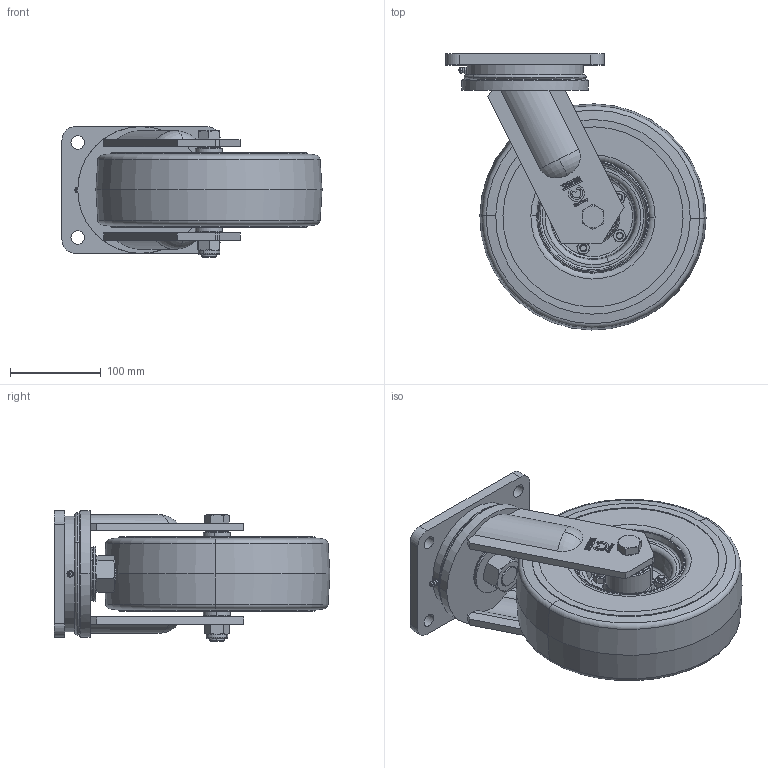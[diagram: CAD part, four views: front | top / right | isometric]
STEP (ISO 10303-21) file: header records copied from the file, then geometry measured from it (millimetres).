
FILE_DESCRIPTION (( 'STEP AP214' ), '1' );
FILE_NAME ('0034766.step', '2022-08-09T09:11:41', ( '' ), ( '' ), 'SwSTEP 2.0', 'SolidWorks 2020', '' );
FILE_SCHEMA (( 'AUTOMOTIVE_DESIGN' ));
Length unit declared in the file: millimetre
Products named in the file (21): 0032416_SEV-3.00-4-75-K25_DUMMY; 0019613_M16-DIN985-8_M16; 0019248_HB-L-250-3-GP; 0017529_DIN625-6005-25-2RS-C3; Schmiernippel_M6x1; 0019615_Sechskantschraube_DIN931_M16x130_M16 x 130; 0033063_Sechskantmutter_DIN934_M24_DIN 934 - M24 - 8; FS-2.10-4 für Superelastikreifen_Felge-rechts; O_Ring_D50x4; HB-L-250-3-GP_Lenkgabel; O_Ring_D125x5; 0024189_ST-U-Scheibe-30x25,5x8,7; HB-L-250-3-GP_Deckscheibe_60x25x2; HB-L-250-3-GP_Grundplatte; 0031751_SE-3.00-4_DUMMY; FS-2.10-4 für Superelastikreifen_Felge-links; 0034766; Sechskantmutter_DIN934_M8_M8; 0032415_FS-2.10-4 f黵 Superelastikreifen; 0014934_AR25-16x93; Zylinderschraube_DIN912_M8x16
Assembly tree (30 placements, depth 4):
  0034766
    0019248_HB-L-250-3-GP
      HB-L-250-3-GP_Lenkgabel
      O_Ring_D50x4
      0033063_Sechskantmutter_DIN934_M24_DIN 934 - M24 - 8
      HB-L-250-3-GP_Grundplatte
      O_Ring_D125x5
      Schmiernippel_M6x1
      HB-L-250-3-GP_Deckscheibe_60x25x2
    0032416_SEV-3.00-4-75-K25_DUMMY
      0032415_FS-2.10-4 f黵 Superelastikreifen
        FS-2.10-4 für Superelastikreifen_Felge-rechts
        FS-2.10-4 für Superelastikreifen_Felge-links
        0017529_DIN625-6005-25-2RS-C3  x2
        Zylinderschraube_DIN912_M8x16  x5
        Sechskantmutter_DIN934_M8_M8  x5
      0031751_SE-3.00-4_DUMMY
    0014934_AR25-16x93
    0019615_Sechskantschraube_DIN931_M16x130_M16 x 130
    0019613_M16-DIN985-8_M16
    0024189_ST-U-Scheibe-30x25,5x8,7  x2
Bounding box: 287.48 x 304.98 x 144.5 mm (x, y, z)
Volume: 4271230.7 mm3; surface area: 510496.3 mm2
Topology: 35 solids, 35 shells, 1303 faces, 3144 edges, 1974 vertices
Faces by surface type: plane 502, bspline 264, cone 237, cylinder 214, torus 82, sphere 4
Entity records: 36443 total; most frequent: CARTESIAN_POINT 13180, ORIENTED_EDGE 4836, DIRECTION 4108, EDGE_CURVE 2418, VERTEX_POINT 1546, AXIS2_PLACEMENT_3D 1440, VECTOR 1228, LINE 1228
